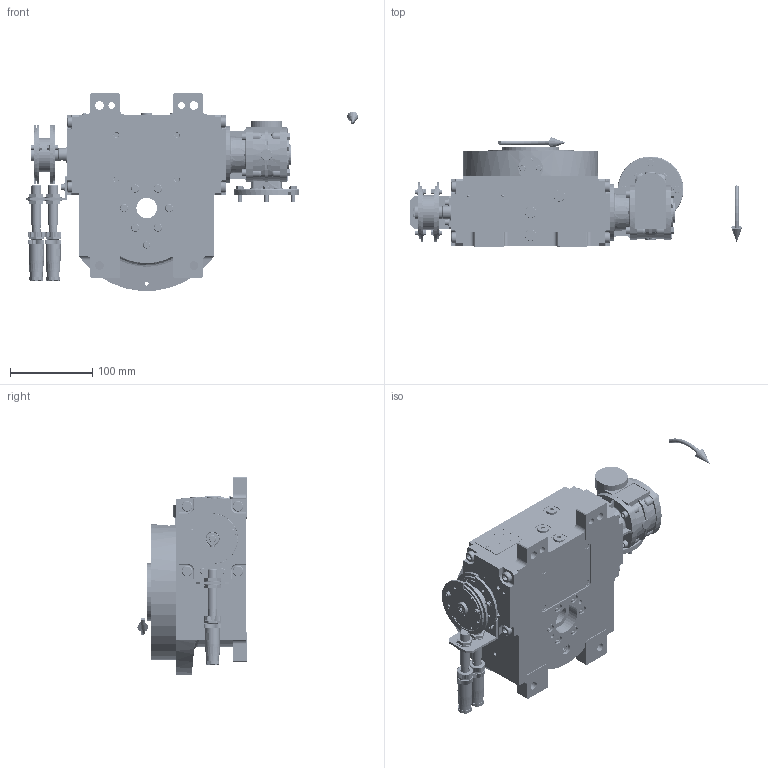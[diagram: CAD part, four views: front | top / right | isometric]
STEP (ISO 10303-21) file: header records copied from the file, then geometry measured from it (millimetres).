
FILE_DESCRIPTION (( 'STEP AP203' ), '1' );
FILE_NAME ('PC5202000.step', '2026-04-01T14:29:49', ( '' ), ( '' ), 'SwSTEP 2.0', 'SolidWorks 2020', '' );
FILE_SCHEMA (( 'CONFIG_CONTROL_DESIGN' ));
Length unit declared in the file: millimetre
Products named in the file (90): cfn2070_05_001; cfn2128_04_011; cfn2155_01_055; cfn2000_01_151; olio_agip_blasia_150; cfn2000_01_147; rig04_071_8_m.stp; cfn2000_01_129; cfn2155_01_186; 900_00_00_005; freccia_angolare_albero; cfn2107_01_001; CFN2010_01_006.stp; cfn2400_04_024; rig04_014_s_001; cfn2401_02_005; cfn2003_01_063; rig04_004; rig04_001_a_s_012; AS_rig04_014_s_001; CFN2203_02_001.stp; cfn2151_01_087; AS_rig04_071_8_m; freccia_angolare; cfn2476_01_001_48x38; CFN2155_01_007.stp; 900_38_30_003; CFN2000_01_185.stp; rig04_007_master; AS_cfn2400_04_024; CFN2104_02_017.stp; AS_900_38_30_003; AS_cfn2476_01_001_48x38; AS_rig04_004; PC5202000; cfn2151_01_092; CFN2010_02_002.stp; rig04_015; RIG06_021_AF0.stp; AS_rig04_002_bl_009 ...
Assembly tree (84 placements, depth 5):
  olio_agip_blasia_150
  CFN2010_01_006.stp
  CFN2203_02_001.stp
  cfn2151_01_087
  rig04_007_master
Bounding box: 404.5 x 133 x 240.77 mm (x, y, z)
Volume: 1696436.1 mm3; surface area: 533440.2 mm2
Topology: 84 solids, 84 shells, 5378 faces, 13500 edges, 8548 vertices
Faces by surface type: plane 2569, cylinder 1763, cone 914, torus 117, bspline 9, sphere 6
Entity records: 143508 total; most frequent: CARTESIAN_POINT 32923, DIRECTION 21232, ORIENTED_EDGE 20898, EDGE_CURVE 10449, AXIS2_PLACEMENT_3D 7686, VERTEX_POINT 6691, LINE 5860, VECTOR 5860
